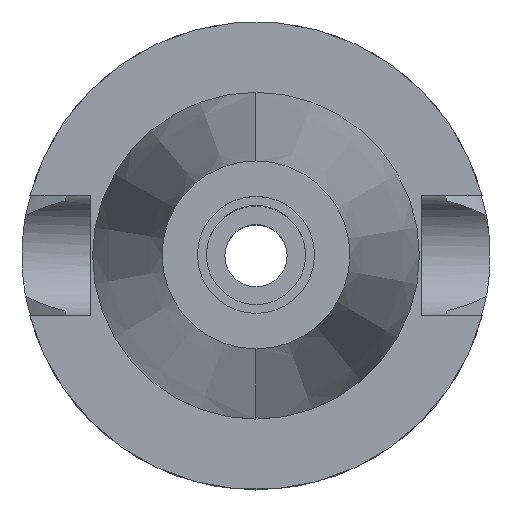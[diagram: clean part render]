
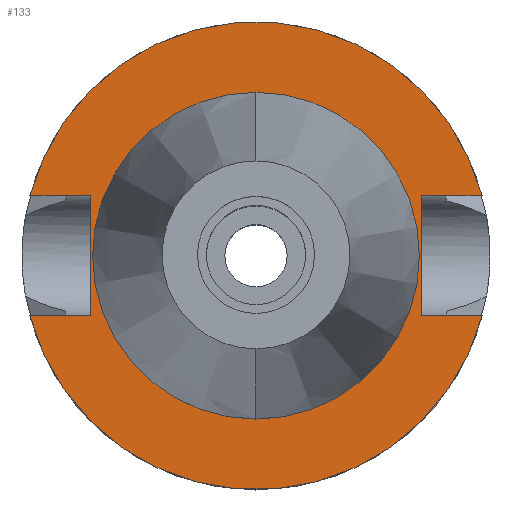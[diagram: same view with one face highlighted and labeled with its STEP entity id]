
A CAD part, top view. The second image highlights one B-rep face of the part: STEP entity #133.
In plain terms, the highlighted planar face has unit normal (0, 0, 1).
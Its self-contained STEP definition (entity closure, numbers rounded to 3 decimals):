
#133 = ADVANCED_FACE ( 'NONE', ( #3307, #1071 ), #854, .F. ) ;
#157 = CARTESIAN_POINT ( 'NONE',  ( 0., 0., -3. ) ) ;
#160 = LINE ( 'NONE', #3252, #608 ) ;
#321 = CIRCLE ( 'NONE', #1714, 34.925 ) ;
#366 = AXIS2_PLACEMENT_3D ( 'NONE', #157, #1297, #1549 ) ;
#408 = CARTESIAN_POINT ( 'NONE',  ( 35.4, 12.85, -3. ) ) ;
#434 = VECTOR ( 'NONE', #465, 1000. ) ;
#465 = DIRECTION ( 'NONE',  ( -1., 0., 0. ) ) ;
#499 = EDGE_LOOP ( 'NONE', ( #1497, #945, #2896, #703, #3475, #1896, #2883, #1056 ) ) ;
#608 = VECTOR ( 'NONE', #2975, 1000. ) ;
#634 = VERTEX_POINT ( 'NONE', #1606 ) ;
#645 = EDGE_CURVE ( 'NONE', #1599, #2987, #3576, .T. ) ;
#666 = EDGE_CURVE ( 'NONE', #964, #1757, #2432, .T. ) ;
#674 = VECTOR ( 'NONE', #2078, 1000. ) ;
#703 = ORIENTED_EDGE ( 'NONE', *, *, #1477, .F. ) ;
#711 = CARTESIAN_POINT ( 'NONE',  ( -35.4, -12.85, -3. ) ) ;
#794 = ORIENTED_EDGE ( 'NONE', *, *, #1005, .F. ) ;
#841 = VECTOR ( 'NONE', #1559, 1000. ) ;
#854 = PLANE ( 'NONE',  #2709 ) ;
#865 = CARTESIAN_POINT ( 'NONE',  ( 35.4, 12.85, -3. ) ) ;
#939 = CARTESIAN_POINT ( 'NONE',  ( -35.4, 12.85, -3. ) ) ;
#945 = ORIENTED_EDGE ( 'NONE', *, *, #3207, .F. ) ;
#952 = LINE ( 'NONE', #408, #841 ) ;
#964 = VERTEX_POINT ( 'NONE', #2390 ) ;
#1000 = CARTESIAN_POINT ( 'NONE',  ( -48.321, -12.85, -3. ) ) ;
#1005 = EDGE_CURVE ( 'NONE', #1976, #634, #1453, .T. ) ;
#1013 = LINE ( 'NONE', #711, #434 ) ;
#1032 = CARTESIAN_POINT ( 'NONE',  ( -35.4, 12.85, -3. ) ) ;
#1056 = ORIENTED_EDGE ( 'NONE', *, *, #666, .F. ) ;
#1071 = FACE_BOUND ( 'NONE', #2116, .T. ) ;
#1297 = DIRECTION ( 'NONE',  ( 0., 0., 1. ) ) ;
#1382 = VECTOR ( 'NONE', #2496, 1000. ) ;
#1384 = AXIS2_PLACEMENT_3D ( 'NONE', #1968, #2814, #2255 ) ;
#1453 = CIRCLE ( 'NONE', #366, 34.925 ) ;
#1477 = EDGE_CURVE ( 'NONE', #2297, #2355, #952, .T. ) ;
#1497 = ORIENTED_EDGE ( 'NONE', *, *, #1700, .T. ) ;
#1549 = DIRECTION ( 'NONE',  ( 0., -1., 0. ) ) ;
#1559 = DIRECTION ( 'NONE',  ( 0., -1., 0. ) ) ;
#1599 = VERTEX_POINT ( 'NONE', #1868 ) ;
#1606 = CARTESIAN_POINT ( 'NONE',  ( 0., 34.925, -3. ) ) ;
#1700 = EDGE_CURVE ( 'NONE', #964, #1817, #1013, .T. ) ;
#1714 = AXIS2_PLACEMENT_3D ( 'NONE', #2483, #2739, #2461 ) ;
#1745 = CARTESIAN_POINT ( 'NONE',  ( 35.4, -12.85, -3. ) ) ;
#1757 = VERTEX_POINT ( 'NONE', #939 ) ;
#1817 = VERTEX_POINT ( 'NONE', #1000 ) ;
#1841 = EDGE_CURVE ( 'NONE', #2297, #2987, #160, .T. ) ;
#1868 = CARTESIAN_POINT ( 'NONE',  ( -48.321, 12.85, -3. ) ) ;
#1880 = CARTESIAN_POINT ( 'NONE',  ( -35.4, -12.85, -3. ) ) ;
#1885 = CARTESIAN_POINT ( 'NONE',  ( 0., 0., -3. ) ) ;
#1896 = ORIENTED_EDGE ( 'NONE', *, *, #645, .F. ) ;
#1918 = DIRECTION ( 'NONE',  ( 0., 0., -1. ) ) ;
#1951 = DIRECTION ( 'NONE',  ( 0., 0., -1. ) ) ;
#1954 = EDGE_CURVE ( 'NONE', #1757, #1599, #3178, .T. ) ;
#1968 = CARTESIAN_POINT ( 'NONE',  ( 0., 0., -3. ) ) ;
#1976 = VERTEX_POINT ( 'NONE', #2351 ) ;
#2078 = DIRECTION ( 'NONE',  ( -1., 0., 0. ) ) ;
#2116 = EDGE_LOOP ( 'NONE', ( #2598, #794 ) ) ;
#2142 = LINE ( 'NONE', #3314, #1382 ) ;
#2163 = CARTESIAN_POINT ( 'NONE',  ( 0., 0., -3. ) ) ;
#2195 = CIRCLE ( 'NONE', #1384, 50. ) ;
#2255 = DIRECTION ( 'NONE',  ( 0., -1., 0. ) ) ;
#2297 = VERTEX_POINT ( 'NONE', #865 ) ;
#2351 = CARTESIAN_POINT ( 'NONE',  ( 0., -34.925, -3. ) ) ;
#2355 = VERTEX_POINT ( 'NONE', #1745 ) ;
#2390 = CARTESIAN_POINT ( 'NONE',  ( -35.4, -12.85, -3. ) ) ;
#2432 = LINE ( 'NONE', #1880, #2935 ) ;
#2461 = DIRECTION ( 'NONE',  ( 0., 1., 0. ) ) ;
#2465 = EDGE_CURVE ( 'NONE', #2355, #3399, #2142, .T. ) ;
#2483 = CARTESIAN_POINT ( 'NONE',  ( 0., 0., -3. ) ) ;
#2496 = DIRECTION ( 'NONE',  ( 1., 0., 0. ) ) ;
#2598 = ORIENTED_EDGE ( 'NONE', *, *, #3584, .F. ) ;
#2709 = AXIS2_PLACEMENT_3D ( 'NONE', #1885, #1951, #3000 ) ;
#2724 = CARTESIAN_POINT ( 'NONE',  ( 48.321, -12.85, -3. ) ) ;
#2739 = DIRECTION ( 'NONE',  ( 0., 0., 1. ) ) ;
#2814 = DIRECTION ( 'NONE',  ( 0., 0., -1. ) ) ;
#2883 = ORIENTED_EDGE ( 'NONE', *, *, #1954, .F. ) ;
#2896 = ORIENTED_EDGE ( 'NONE', *, *, #2465, .F. ) ;
#2935 = VECTOR ( 'NONE', #3598, 1000. ) ;
#2975 = DIRECTION ( 'NONE',  ( 1., 0., 0. ) ) ;
#2987 = VERTEX_POINT ( 'NONE', #3605 ) ;
#2999 = DIRECTION ( 'NONE',  ( 0., 1., 0. ) ) ;
#3000 = DIRECTION ( 'NONE',  ( 0., -1., 0. ) ) ;
#3178 = LINE ( 'NONE', #1032, #674 ) ;
#3207 = EDGE_CURVE ( 'NONE', #3399, #1817, #2195, .T. ) ;
#3252 = CARTESIAN_POINT ( 'NONE',  ( 35.4, 12.85, -3. ) ) ;
#3282 = AXIS2_PLACEMENT_3D ( 'NONE', #2163, #1918, #2999 ) ;
#3307 = FACE_OUTER_BOUND ( 'NONE', #499, .T. ) ;
#3314 = CARTESIAN_POINT ( 'NONE',  ( 35.4, -12.85, -3. ) ) ;
#3399 = VERTEX_POINT ( 'NONE', #2724 ) ;
#3475 = ORIENTED_EDGE ( 'NONE', *, *, #1841, .T. ) ;
#3576 = CIRCLE ( 'NONE', #3282, 50. ) ;
#3584 = EDGE_CURVE ( 'NONE', #634, #1976, #321, .T. ) ;
#3598 = DIRECTION ( 'NONE',  ( 0., 1., 0. ) ) ;
#3605 = CARTESIAN_POINT ( 'NONE',  ( 48.321, 12.85, -3. ) ) ;
